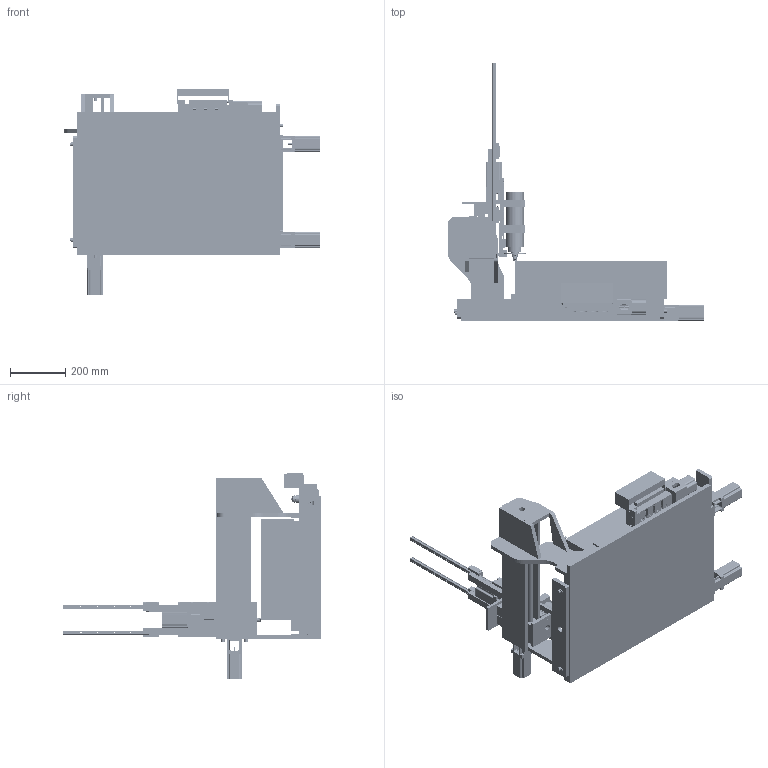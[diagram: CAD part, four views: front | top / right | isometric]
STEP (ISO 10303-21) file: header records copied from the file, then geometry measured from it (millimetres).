
FILE_DESCRIPTION(/* description */ ('Alibre Inc.'),/* implementation_level */ '2;1');
FILE_NAME(/* name */ 'export-83063EA9-5EE0-4C1E-8163-279F6B3DD403',/* time_stamp */ '2022-04-09T02:06:46+02:00',/* author */ (''),/* organization */ (''),/* preprocessor_version */ 'ST-DEVELOPER v17',/* originating_system */ 'Alibre',/* authorisation */ '');
FILE_SCHEMA (('CONFIG_CONTROL_DESIGN'));
Length unit declared in the file: millimetre
Products named in the file (75): TEC AUTOMATISMES | 7110x0xx0x; Ozak Seiko Co.,Ltd | LGH15; SKF | 61901-2Z
Bounding box: 924.74 x 932.45 x 743.04 mm (x, y, z)
Volume: 47507752.7 mm3; surface area: 4845585.6 mm2
Topology: 255 solids, 255 shells, 8457 faces, 24641 edges, 17268 vertices
Faces by surface type: plane 4299, cylinder 2025, bspline 931, cone 583, torus 503, sphere 112, revolution 4
Full cylindrical faces by diameter (mm): 0.5 x1, 1 x68, 1.567 x8, 2.2 x2, 2.459 x4, 3 x8, 3.2 x20, 4 x4, 4.134 x24, 4.2 x6, 4.5 x16, 4.917 x2, 5 x24, 5.2 x17, 5.5 x5, 6 x19, 6.2 x4, 6.3 x4, 6.647 x6, 6.941 x1, 7 x1, 7.5 x16, 8 x3, 8.5 x6, 9 x20, 10 x171, 10.7 x4, 11 x8, 12 x24, 12.38 x6
Entity records: 172158 total; most frequent: CARTESIAN_POINT 81546, ORIENTED_EDGE 17634, DIRECTION 13789, EDGE_CURVE 8797, VERTEX_POINT 6365, AXIS2_PLACEMENT_3D 5632, FACE_BOUND 4626, EDGE_LOOP 4616
